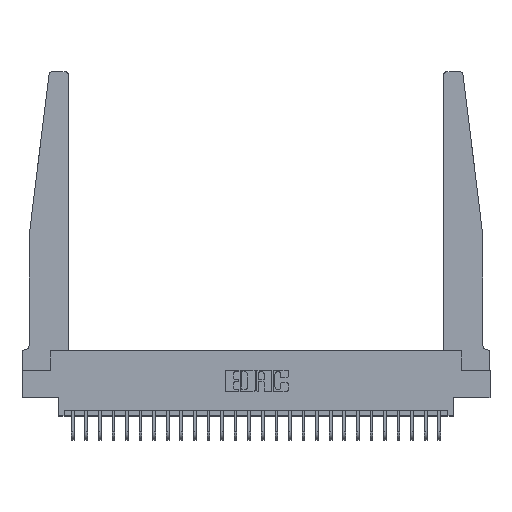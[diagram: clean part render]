
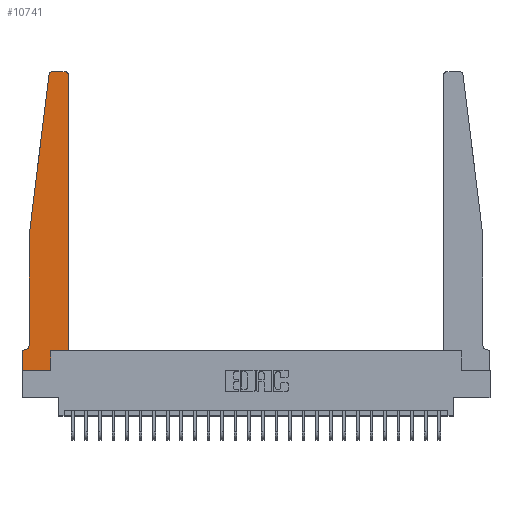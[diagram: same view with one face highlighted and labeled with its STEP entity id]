
A CAD part, top view. The second image highlights one B-rep face of the part: STEP entity #10741.
In plain terms, the highlighted planar face has unit normal (0, 0, 1).
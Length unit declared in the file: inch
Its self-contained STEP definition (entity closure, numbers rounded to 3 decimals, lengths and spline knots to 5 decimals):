
#383 = LINE ( 'NONE', #2303, #17619 ) ;
#836 = EDGE_CURVE ( 'NONE', #22633, #14632, #24515, .T. ) ;
#876 = DIRECTION ( 'NONE',  ( -1., 0., 0. ) ) ;
#1020 = DIRECTION ( 'NONE',  ( -1., 0., 0. ) ) ;
#1485 = VECTOR ( 'NONE', #13992, 39.37008 ) ;
#1611 = VECTOR ( 'NONE', #1020, 39.37008 ) ;
#1676 = CARTESIAN_POINT ( 'NONE',  ( 0., 0., 0.37 ) ) ;
#1885 = VERTEX_POINT ( 'NONE', #11006 ) ;
#1908 = CARTESIAN_POINT ( 'NONE',  ( 0.425, 0.18, 0.37 ) ) ;
#2217 = EDGE_CURVE ( 'NONE', #8635, #16088, #13841, .T. ) ;
#2303 = CARTESIAN_POINT ( 'NONE',  ( 0.065, 1.25, 0.37 ) ) ;
#2619 = CARTESIAN_POINT ( 'NONE',  ( 0.065, 0.1875, 0.37 ) ) ;
#3114 = ORIENTED_EDGE ( 'NONE', *, *, #25939, .T. ) ;
#3626 = VERTEX_POINT ( 'NONE', #11649 ) ;
#4146 = AXIS2_PLACEMENT_3D ( 'NONE', #25734, #21553, #17160 ) ;
#4672 = VECTOR ( 'NONE', #8100, 39.37008 ) ;
#4780 = VERTEX_POINT ( 'NONE', #11148 ) ;
#4937 = DIRECTION ( 'NONE',  ( 1., 0., 0. ) ) ;
#6515 = DIRECTION ( 'NONE',  ( 0., 0., 1. ) ) ;
#7168 = VECTOR ( 'NONE', #15737, 39.37008 ) ;
#7229 = CARTESIAN_POINT ( 'NONE',  ( 0.25, 2.75, 0.37 ) ) ;
#7849 = ORIENTED_EDGE ( 'NONE', *, *, #19946, .T. ) ;
#8032 = CARTESIAN_POINT ( 'NONE',  ( 0.065, 1.25, 0.37 ) ) ;
#8100 = DIRECTION ( 'NONE',  ( 0., 1., 0. ) ) ;
#8635 = VERTEX_POINT ( 'NONE', #12435 ) ;
#8713 = CARTESIAN_POINT ( 'NONE',  ( 0.27653, 2.72, 0.37 ) ) ;
#8881 = ORIENTED_EDGE ( 'NONE', *, *, #11013, .T. ) ;
#9668 = ORIENTED_EDGE ( 'NONE', *, *, #2217, .T. ) ;
#10490 = LINE ( 'NONE', #2619, #25246 ) ;
#10626 = DIRECTION ( 'NONE',  ( -1., 0., 0. ) ) ;
#10681 = ORIENTED_EDGE ( 'NONE', *, *, #24598, .T. ) ;
#10741 = ADVANCED_FACE ( 'NONE', ( #20316 ), #22540, .T. ) ;
#11006 = CARTESIAN_POINT ( 'NONE',  ( 0.27653, 2.75, 0.37 ) ) ;
#11013 = EDGE_CURVE ( 'NONE', #1885, #22633, #14625, .T. ) ;
#11125 = EDGE_LOOP ( 'NONE', ( #10681, #8881, #12154, #21097, #21806, #19399, #7849, #18872, #3114, #19453, #22846, #9668 ) ) ;
#11148 = CARTESIAN_POINT ( 'NONE',  ( 0., 0.1875, 0.37 ) ) ;
#11277 = VERTEX_POINT ( 'NONE', #1676 ) ;
#11518 = CIRCLE ( 'NONE', #13726, 0.05 ) ;
#11527 = CARTESIAN_POINT ( 'NONE',  ( 0.2605, 0., 0.37 ) ) ;
#11617 = LINE ( 'NONE', #20174, #23544 ) ;
#11649 = CARTESIAN_POINT ( 'NONE',  ( 0.425, 0.18, 0.37 ) ) ;
#12154 = ORIENTED_EDGE ( 'NONE', *, *, #836, .T. ) ;
#12435 = CARTESIAN_POINT ( 'NONE',  ( 0.425, 2.72, 0.37 ) ) ;
#12951 = LINE ( 'NONE', #24001, #14413 ) ;
#13007 = DIRECTION ( 'NONE',  ( 1., 0., 0. ) ) ;
#13204 = EDGE_CURVE ( 'NONE', #14632, #14659, #383, .T. ) ;
#13234 = LINE ( 'NONE', #15443, #14169 ) ;
#13570 = DIRECTION ( 'NONE',  ( 0., 0., -1. ) ) ;
#13726 = AXIS2_PLACEMENT_3D ( 'NONE', #21853, #13570, #876 ) ;
#13841 = CIRCLE ( 'NONE', #4146, 0.03 ) ;
#13992 = DIRECTION ( 'NONE',  ( -0.122, -0.992, 0. ) ) ;
#14169 = VECTOR ( 'NONE', #4937, 39.37008 ) ;
#14413 = VECTOR ( 'NONE', #15554, 39.37008 ) ;
#14625 = CIRCLE ( 'NONE', #24801, 0.03 ) ;
#14632 = VERTEX_POINT ( 'NONE', #21264 ) ;
#14659 = VERTEX_POINT ( 'NONE', #14938 ) ;
#14938 = CARTESIAN_POINT ( 'NONE',  ( 0.065, 0.2375, 0.37 ) ) ;
#15328 = EDGE_CURVE ( 'NONE', #24412, #3626, #13234, .T. ) ;
#15443 = CARTESIAN_POINT ( 'NONE',  ( 0.425, 0.18, 0.37 ) ) ;
#15554 = DIRECTION ( 'NONE',  ( 0., 1., 0. ) ) ;
#15687 = EDGE_CURVE ( 'NONE', #14659, #17292, #11518, .T. ) ;
#15737 = DIRECTION ( 'NONE',  ( 1., 0., 0. ) ) ;
#16088 = VERTEX_POINT ( 'NONE', #23790 ) ;
#16193 = DIRECTION ( 'NONE',  ( 0., -1., 0. ) ) ;
#16916 = CARTESIAN_POINT ( 'NONE',  ( 0.2605, 0.18, 0.37 ) ) ;
#16953 = DIRECTION ( 'NONE',  ( 0., -1., 0. ) ) ;
#17104 = VERTEX_POINT ( 'NONE', #11527 ) ;
#17160 = DIRECTION ( 'NONE',  ( 1., 0., 0. ) ) ;
#17292 = VERTEX_POINT ( 'NONE', #17312 ) ;
#17312 = CARTESIAN_POINT ( 'NONE',  ( 0.015, 0.1875, 0.37 ) ) ;
#17619 = VECTOR ( 'NONE', #16953, 39.37008 ) ;
#17858 = CARTESIAN_POINT ( 'NONE',  ( 0., 0.1875, 0.37 ) ) ;
#18086 = LINE ( 'NONE', #22068, #7168 ) ;
#18352 = EDGE_CURVE ( 'NONE', #17292, #4780, #10490, .T. ) ;
#18504 = EDGE_CURVE ( 'NONE', #11277, #17104, #18086, .T. ) ;
#18872 = ORIENTED_EDGE ( 'NONE', *, *, #18504, .T. ) ;
#19399 = ORIENTED_EDGE ( 'NONE', *, *, #18352, .T. ) ;
#19453 = ORIENTED_EDGE ( 'NONE', *, *, #15328, .T. ) ;
#19903 = DIRECTION ( 'NONE',  ( 1., 0., 0. ) ) ;
#19946 = EDGE_CURVE ( 'NONE', #4780, #11277, #11617, .T. ) ;
#20174 = CARTESIAN_POINT ( 'NONE',  ( 0., 0., 0.37 ) ) ;
#20316 = FACE_OUTER_BOUND ( 'NONE', #11125, .T. ) ;
#21097 = ORIENTED_EDGE ( 'NONE', *, *, #13204, .T. ) ;
#21264 = CARTESIAN_POINT ( 'NONE',  ( 0.065, 1.25, 0.37 ) ) ;
#21553 = DIRECTION ( 'NONE',  ( 0., 0., 1. ) ) ;
#21806 = ORIENTED_EDGE ( 'NONE', *, *, #15687, .T. ) ;
#21853 = CARTESIAN_POINT ( 'NONE',  ( 0.015, 0.2375, 0.37 ) ) ;
#22068 = CARTESIAN_POINT ( 'NONE',  ( 0., 0., 0.37 ) ) ;
#22382 = EDGE_CURVE ( 'NONE', #3626, #8635, #25250, .T. ) ;
#22540 = PLANE ( 'NONE',  #22981 ) ;
#22633 = VERTEX_POINT ( 'NONE', #25663 ) ;
#22846 = ORIENTED_EDGE ( 'NONE', *, *, #22382, .T. ) ;
#22981 = AXIS2_PLACEMENT_3D ( 'NONE', #17858, #26312, #19903 ) ;
#23544 = VECTOR ( 'NONE', #16193, 39.37008 ) ;
#23790 = CARTESIAN_POINT ( 'NONE',  ( 0.395, 2.75, 0.37 ) ) ;
#24001 = CARTESIAN_POINT ( 'NONE',  ( 0.2605, 0.18, 0.37 ) ) ;
#24412 = VERTEX_POINT ( 'NONE', #16916 ) ;
#24515 = LINE ( 'NONE', #8032, #1485 ) ;
#24598 = EDGE_CURVE ( 'NONE', #16088, #1885, #26174, .T. ) ;
#24801 = AXIS2_PLACEMENT_3D ( 'NONE', #8713, #6515, #13007 ) ;
#25246 = VECTOR ( 'NONE', #10626, 39.37008 ) ;
#25250 = LINE ( 'NONE', #1908, #4672 ) ;
#25663 = CARTESIAN_POINT ( 'NONE',  ( 0.24675, 2.72367, 0.37 ) ) ;
#25734 = CARTESIAN_POINT ( 'NONE',  ( 0.395, 2.72, 0.37 ) ) ;
#25939 = EDGE_CURVE ( 'NONE', #17104, #24412, #12951, .T. ) ;
#26174 = LINE ( 'NONE', #7229, #1611 ) ;
#26312 = DIRECTION ( 'NONE',  ( 0., 0., 1. ) ) ;
